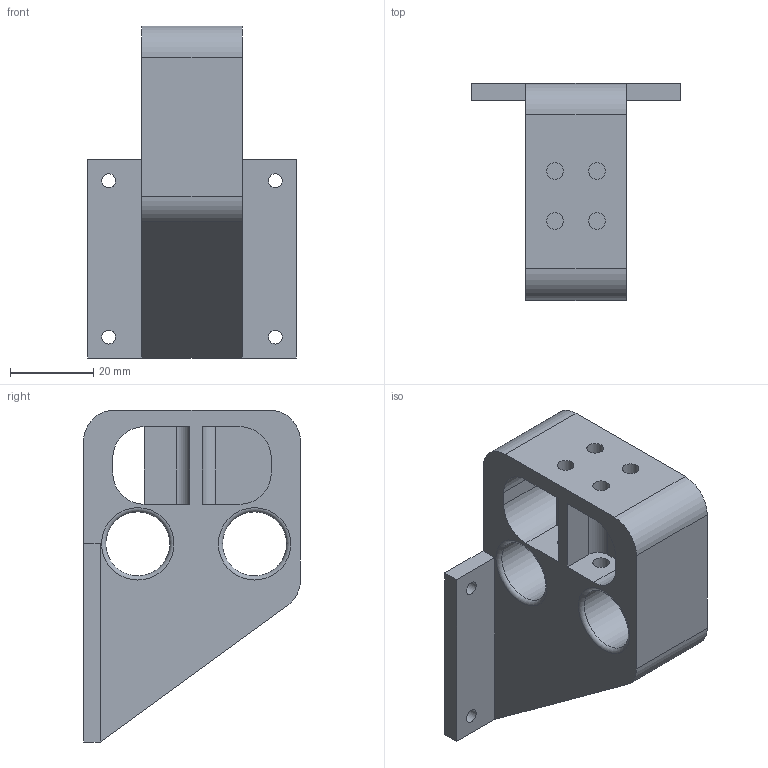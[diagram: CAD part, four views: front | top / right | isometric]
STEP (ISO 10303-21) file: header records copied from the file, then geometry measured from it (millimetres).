
FILE_DESCRIPTION(/* description */ (''),/* implementation_level */ '2;1');
FILE_NAME(/* name */ 'Extruder_Mounting_Plate.step',/* time_stamp */ '2021-09-26T12:43:00-04:00',/* author */ (''),/* organization */ (''),/* preprocessor_version */ 'ST-DEVELOPER v18.1',/* originating_system */ 'Autodesk Translation Framework v10.10.0.1391',/* authorisation */ '');
FILE_SCHEMA (('AUTOMOTIVE_DESIGN { 1 0 10303 214 3 1 1 }'));
Length unit declared in the file: millimetre
Products named in the file (1): Extruder Mounting Plate
Bounding box: 50 x 52 x 79.6 mm (x, y, z)
Volume: 61189.1 mm3; surface area: 19245.5 mm2
Topology: 1 solids, 1 shells, 68 faces, 174 edges, 114 vertices
Faces by surface type: plane 37, cylinder 27, torus 4
Full cylindrical faces by diameter (mm): 3.325 x4, 4 x8, 15.35 x2
Entity records: 2142 total; most frequent: DIRECTION 378, CARTESIAN_POINT 357, ORIENTED_EDGE 348, EDGE_CURVE 174, AXIS2_PLACEMENT_3D 135, VERTEX_POINT 114, LINE 108, VECTOR 108
